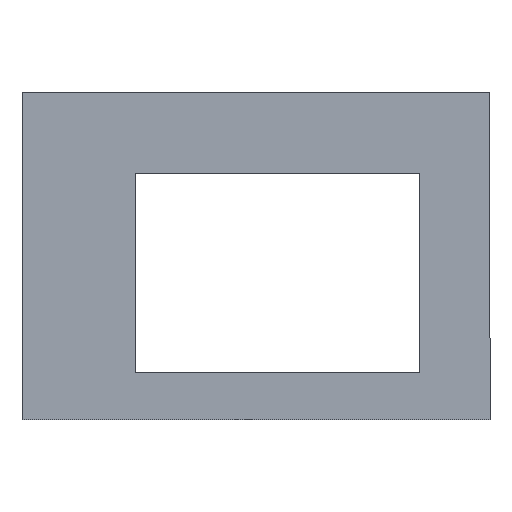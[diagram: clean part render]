
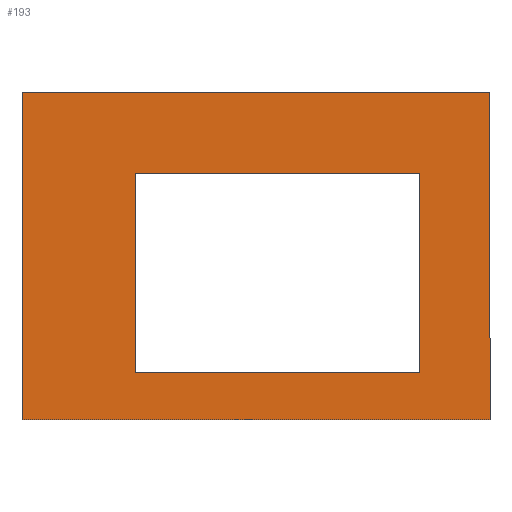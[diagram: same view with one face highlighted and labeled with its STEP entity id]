
A CAD part, top view. The second image highlights one B-rep face of the part: STEP entity #193.
In plain terms, the highlighted planar face has unit normal (0, 0, 1).
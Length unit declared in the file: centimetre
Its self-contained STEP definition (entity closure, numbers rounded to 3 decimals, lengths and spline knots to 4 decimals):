
#15=FACE_BOUND('',#36,.T.);
#25=FACE_OUTER_BOUND('',#35,.T.);
#35=EDGE_LOOP('',(#159,#160,#161,#162));
#36=EDGE_LOOP('',(#163,#164,#165,#166));
#41=LINE('',#261,#65);
#44=LINE('',#267,#68);
#47=LINE('',#273,#71);
#50=LINE('',#277,#74);
#53=LINE('',#285,#77);
#56=LINE('',#291,#80);
#59=LINE('',#297,#83);
#62=LINE('',#301,#86);
#65=VECTOR('',#213,1.);
#68=VECTOR('',#218,1.);
#71=VECTOR('',#223,1.);
#74=VECTOR('',#228,1.);
#77=VECTOR('',#233,1.);
#80=VECTOR('',#238,1.);
#83=VECTOR('',#243,1.);
#86=VECTOR('',#248,1.);
#89=VERTEX_POINT('',#258);
#90=VERTEX_POINT('',#260);
#92=VERTEX_POINT('',#266);
#94=VERTEX_POINT('',#272);
#97=VERTEX_POINT('',#282);
#98=VERTEX_POINT('',#284);
#100=VERTEX_POINT('',#290);
#102=VERTEX_POINT('',#296);
#105=EDGE_CURVE('',#90,#89,#41,.T.);
#108=EDGE_CURVE('',#92,#90,#44,.T.);
#111=EDGE_CURVE('',#94,#92,#47,.T.);
#114=EDGE_CURVE('',#89,#94,#50,.T.);
#117=EDGE_CURVE('',#98,#97,#53,.T.);
#120=EDGE_CURVE('',#100,#98,#56,.T.);
#123=EDGE_CURVE('',#102,#100,#59,.T.);
#126=EDGE_CURVE('',#97,#102,#62,.T.);
#159=ORIENTED_EDGE('',*,*,#126,.T.);
#160=ORIENTED_EDGE('',*,*,#123,.T.);
#161=ORIENTED_EDGE('',*,*,#120,.T.);
#162=ORIENTED_EDGE('',*,*,#117,.T.);
#163=ORIENTED_EDGE('',*,*,#111,.T.);
#164=ORIENTED_EDGE('',*,*,#108,.T.);
#165=ORIENTED_EDGE('',*,*,#105,.T.);
#166=ORIENTED_EDGE('',*,*,#114,.T.);
#183=PLANE('',#205);
#193=ADVANCED_FACE('',(#25,#15),#183,.T.);
#205=AXIS2_PLACEMENT_3D('',#302,#249,#250);
#213=DIRECTION('',(0.,-1.,0.));
#218=DIRECTION('',(1.,0.,0.));
#223=DIRECTION('',(0.,1.,0.));
#228=DIRECTION('',(-1.,0.,0.));
#233=DIRECTION('',(0.,1.,0.));
#238=DIRECTION('',(1.,0.,0.));
#243=DIRECTION('',(0.,-1.,0.));
#248=DIRECTION('',(-1.,0.,0.));
#249=DIRECTION('center_axis',(0.,0.,1.));
#250=DIRECTION('ref_axis',(-1.,0.,0.));
#258=CARTESIAN_POINT('',(-1.4546,-4.0557,4.1));
#260=CARTESIAN_POINT('',(-1.4546,0.2043,4.1));
#261=CARTESIAN_POINT('',(-1.4546,-0.6757,4.1));
#266=CARTESIAN_POINT('',(-7.5396,0.2043,4.1));
#267=CARTESIAN_POINT('',(-6.2471,0.2043,4.1));
#272=CARTESIAN_POINT('',(-7.5396,-4.0557,4.1));
#273=CARTESIAN_POINT('',(-7.5396,-2.8057,4.1));
#277=CARTESIAN_POINT('',(-3.2046,-4.0557,4.1));
#282=CARTESIAN_POINT('',(0.0454,1.9443,4.1));
#284=CARTESIAN_POINT('',(0.0454,-5.0557,4.1));
#285=CARTESIAN_POINT('',(0.0454,1.9443,4.1));
#290=CARTESIAN_POINT('',(-9.9546,-5.0557,4.1));
#291=CARTESIAN_POINT('',(0.0454,-5.0557,4.1));
#296=CARTESIAN_POINT('',(-9.9546,1.9443,4.1));
#297=CARTESIAN_POINT('',(-9.9546,-5.0557,4.1));
#301=CARTESIAN_POINT('',(-9.9546,1.9443,4.1));
#302=CARTESIAN_POINT('Origin',(-4.9546,-1.5557,4.1));
